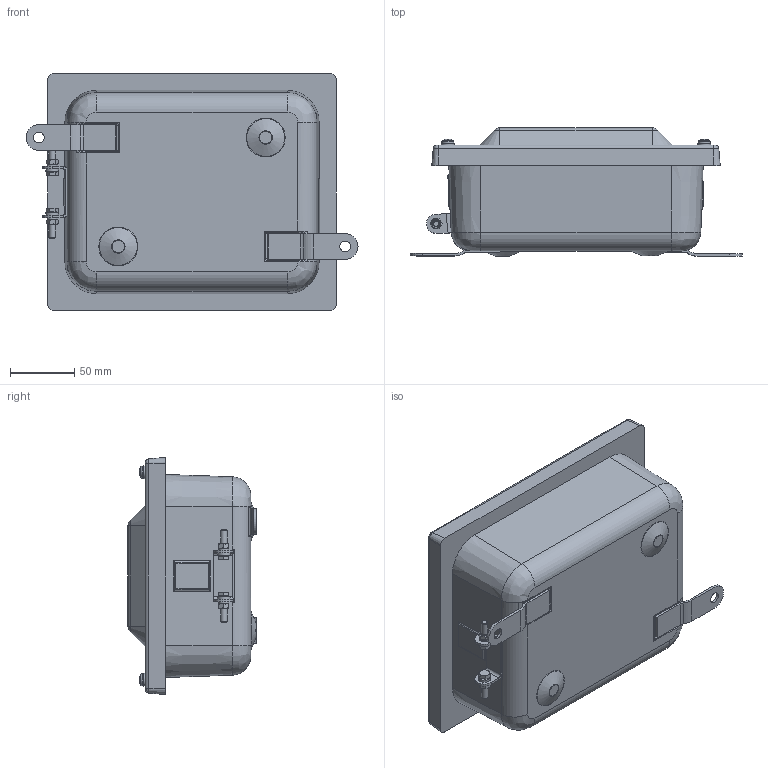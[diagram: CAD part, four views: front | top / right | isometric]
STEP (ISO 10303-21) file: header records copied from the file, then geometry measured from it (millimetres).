
FILE_DESCRIPTION(/* description */ (''),/* implementation_level */ '2;1');
FILE_NAME(/* name */ '',/* time_stamp */ '2025-07-22T11:05:25+07:00',/* author */ ('zeta-72'),/* organization */ (''),/* preprocessor_version */ 'ST-DEVELOPER v19.2',/* originating_system */ 'Autodesk Inventor 2024',/* authorisation */ '');
FILE_SCHEMA (('AUTOMOTIVE_DESIGN { 1 0 10303 214 3 1 1 }'));
Length unit declared in the file: millimetre
Products named in the file (1): ЗЭТА.030.378.000 СБ Коробка 
клеммная КМ 65-10 IP65 без 
отверстий_Упростить_
1
Bounding box: 259 x 100 x 185 mm (x, y, z)
Volume: 2724249 mm3; surface area: 149056.9 mm2
Topology: 1 solids, 1 shells, 373 faces, 921 edges, 564 vertices
Faces by surface type: plane 137, cylinder 88, cone 76, torus 40, bspline 24, sphere 8
Full cylindrical faces by diameter (mm): 5 x4, 6.7 x2, 8.5 x2, 10 x6
Entity records: 12129 total; most frequent: CARTESIAN_POINT 3095, DIRECTION 1815, ORIENTED_EDGE 1810, EDGE_CURVE 905, AXIS2_PLACEMENT_3D 728, VERTEX_POINT 564, EDGE_LOOP 411, STYLED_ITEM 374
